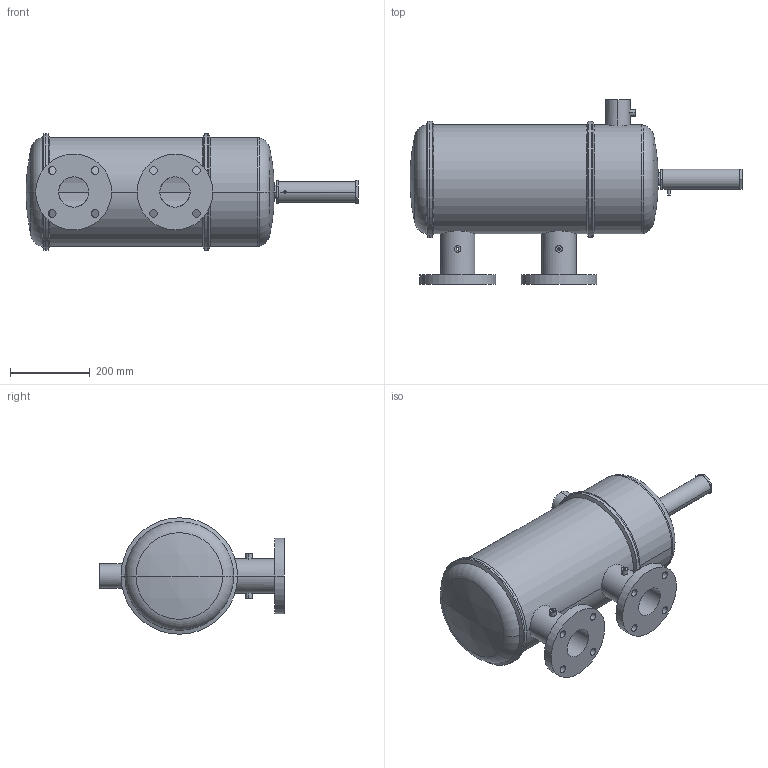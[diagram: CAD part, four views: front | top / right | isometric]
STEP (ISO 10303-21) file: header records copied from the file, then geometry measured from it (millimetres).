
FILE_DESCRIPTION (( 'STEP AP203' ), '1' );
FILE_NAME ('AXS3-180C.STEP', '2020-07-26T11:59:41', ( '' ), ( '' ), 'SwSTEP 2.0', 'SolidWorks 2017', '' );
FILE_SCHEMA (( 'CONFIG_CONTROL_DESIGN' ));
Length unit declared in the file: inch
Products named in the file (1): AXS3-180C
Bounding box: 832.46 x 463.55 x 292.1 mm (x, y, z)
Volume: 4900044 mm3; surface area: 1572146.4 mm2
Topology: 6 solids, 6 shells, 146 faces, 342 edges, 210 vertices
Faces by surface type: cylinder 78, plane 32, torus 16, cone 16, sphere 4
Entity records: 5911 total; most frequent: CARTESIAN_POINT 2359, DIRECTION 760, ORIENTED_EDGE 684, EDGE_CURVE 342, AXIS2_PLACEMENT_3D 311, VERTEX_POINT 210, EDGE_LOOP 190, CIRCLE 164
